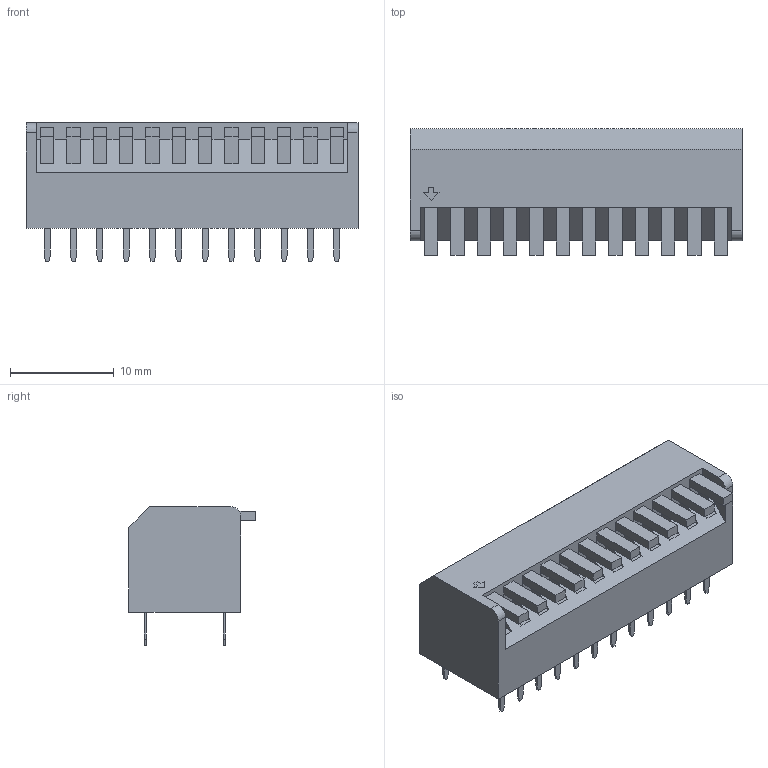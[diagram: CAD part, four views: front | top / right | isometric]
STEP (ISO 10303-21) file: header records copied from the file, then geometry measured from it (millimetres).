
FILE_DESCRIPTION(/* description */ ('model of SW_DIP_SPSTx12_Piano_10.8x32.04mm_W7.62mm_P2.54mm'),/* implementation_level */ '2;1');
FILE_NAME(/* name */ 'SW_DIP_SPSTx12_Piano_10.8x32.04mm_W7.62mm_P2.54mm.step',/* time_stamp */ '2018-12-27T21:35:12',/* author */ ('Terje Io','https://github.com/terjeio'),/* organization */ ('FreeCAD'),/* preprocessor_version */ 'OCC',/* originating_system */ 'kicad StepUp',/* authorisation */ '');
FILE_SCHEMA(('AUTOMOTIVE_DESIGN { 1 0 10303 214 1 1 1 1 }'));
Length unit declared in the file: millimetre
Products named in the file (1): SW_DIP_SPSTx12_Piano_108x3204mm_W762mm_P254mm
Bounding box: 32.04 x 12.2 x 13.4 mm (x, y, z)
Volume: 3183.6 mm3; surface area: 1944.2 mm2
Topology: 1 solids, 1 shells, 290 faces, 772 edges, 509 vertices
Faces by surface type: plane 288, cylinder 2
Entity records: 5965 total; most frequent: ORIENTED_EDGE 1193, CARTESIAN_POINT 882, EDGE_CURVE 772, LINE 708, VERTEX_POINT 509, FACE_BOUND 315, EDGE_LOOP 315, AXIS2_PLACEMENT_3D 295
